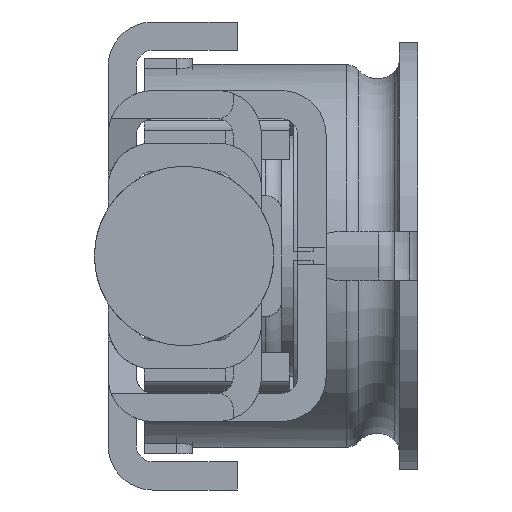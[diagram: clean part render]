
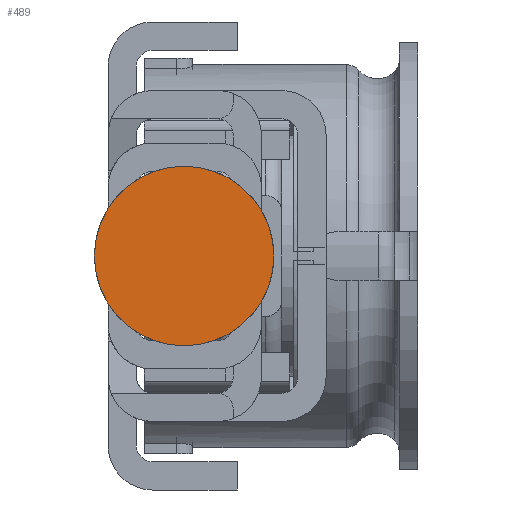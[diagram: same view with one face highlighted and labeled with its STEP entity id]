
A CAD part, front view. The second image highlights one B-rep face of the part: STEP entity #489.
In plain terms, the highlighted planar face has unit normal (0, -1, 0).
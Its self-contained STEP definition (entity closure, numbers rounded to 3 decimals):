
#24 = VERTEX_POINT('',#25);
#25 = CARTESIAN_POINT('',(-0.315,-33.02,0.));
#172 = VERTEX_POINT('',#173);
#173 = CARTESIAN_POINT('',(0.815,-33.02,0.));
#179 = EDGE_CURVE('',#24,#172,#180,.T.);
#180 = CIRCLE('',#181,0.565);
#181 = AXIS2_PLACEMENT_3D('',#182,#183,#184);
#182 = CARTESIAN_POINT('',(0.25,-33.02,0.));
#183 = DIRECTION('',(0.,-1.,0.));
#184 = DIRECTION('',(-1.,0.,0.));
#406 = EDGE_CURVE('',#172,#24,#407,.T.);
#407 = CIRCLE('',#408,0.565);
#408 = AXIS2_PLACEMENT_3D('',#409,#410,#411);
#409 = CARTESIAN_POINT('',(0.25,-33.02,0.));
#410 = DIRECTION('',(0.,-1.,0.));
#411 = DIRECTION('',(-1.,0.,0.));
#489 = ADVANCED_FACE('',(#490),#494,.T.);
#490 = FACE_BOUND('',#491,.T.);
#491 = EDGE_LOOP('',(#492,#493));
#492 = ORIENTED_EDGE('',*,*,#406,.T.);
#493 = ORIENTED_EDGE('',*,*,#179,.T.);
#494 = PLANE('',#495);
#495 = AXIS2_PLACEMENT_3D('',#496,#497,#498);
#496 = CARTESIAN_POINT('',(0.,-33.02,0.));
#497 = DIRECTION('',(0.,-1.,0.));
#498 = DIRECTION('',(1.,0.,0.));
